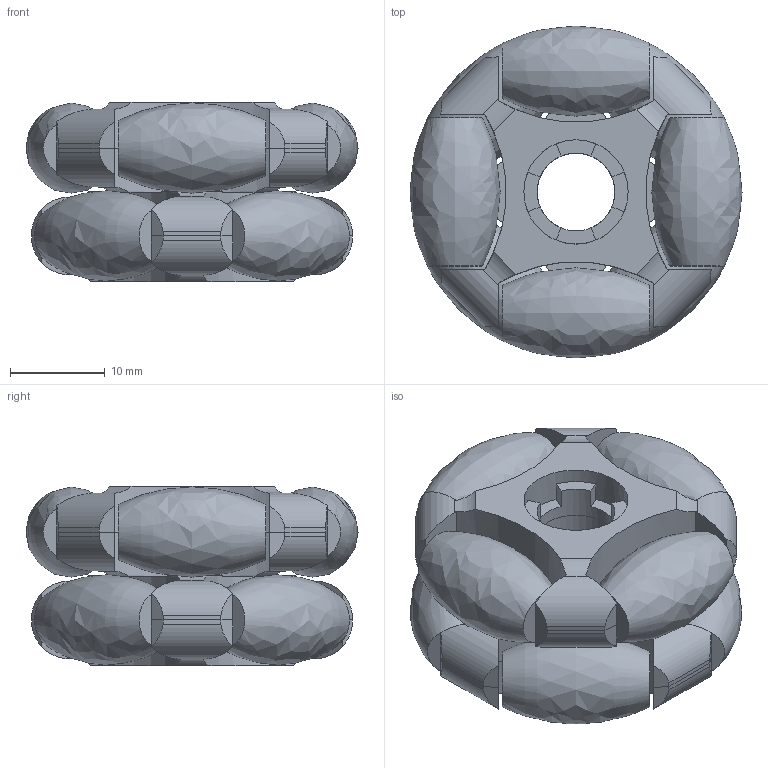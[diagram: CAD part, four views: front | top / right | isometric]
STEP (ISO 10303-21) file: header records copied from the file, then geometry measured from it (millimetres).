
FILE_DESCRIPTION(/* description */ (''),/* implementation_level */ '2;1');
FILE_NAME(/* name */ 'rotacaster_35mm.step',/* time_stamp */ '2020-08-01T10:48:48+03:00',/* author */ (''),/* organization */ (''),/* preprocessor_version */ 'ST-DEVELOPER v18.1',/* originating_system */ 'Autodesk Translation Framework v9.3.0.1241',/* authorisation */ '');
FILE_SCHEMA (('AUTOMOTIVE_DESIGN { 1 0 10303 214 3 1 1 }'));
Length unit declared in the file: millimetre
Products named in the file (1): rotacaster_35mm
Bounding box: 35 x 35 x 18.95 mm (x, y, z)
Volume: 11907.6 mm3; surface area: 9059 mm2
Topology: 12 solids, 12 shells, 198 faces, 522 edges, 348 vertices
Faces by surface type: plane 136, cylinder 54, bspline 8
Full cylindrical faces by diameter (mm): 8.2 x4, 11 x2
Entity records: 6506 total; most frequent: CARTESIAN_POINT 1437, DIRECTION 1068, ORIENTED_EDGE 1044, EDGE_CURVE 522, AXIS2_PLACEMENT_3D 387, VERTEX_POINT 348, LINE 294, VECTOR 294
